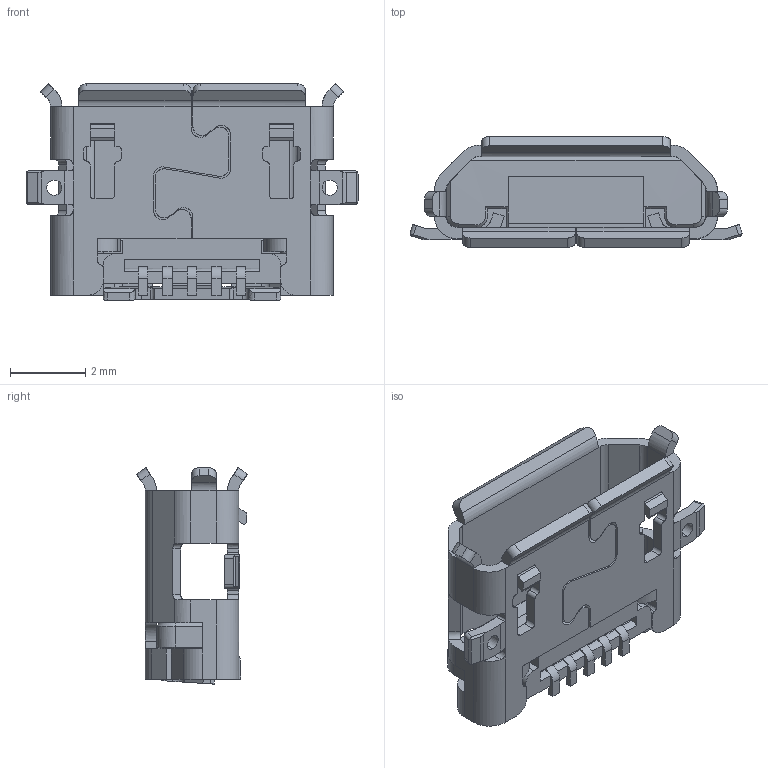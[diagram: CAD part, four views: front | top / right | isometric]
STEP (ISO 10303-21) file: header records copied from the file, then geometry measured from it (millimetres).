
FILE_DESCRIPTION(('OneSpaceDesigner STEP Export'),'2;1');
FILE_NAME('ZX62R-B-5P.stp','2008-01-29T21:57:02',(''),(''),'OneSpace Designer STEP processor for AP214 (Solid Model)','OneSpace Modeling 15.00A 14-Mar-2007 (C) CoCreate Software GmbH','');
FILE_SCHEMA(('AUTOMOTIVE_DESIGN { 1 0 10303 214 1 1 1 1 }'));
Length unit declared in the file: millimetre
Products named in the file (1): ZX62R-B-5P
Bounding box: 8.8 x 2.94 x 5.73 mm (x, y, z)
Volume: 38.9 mm3; surface area: 234.3 mm2
Topology: 1 solids, 1 shells, 467 faces, 1359 edges, 862 vertices
Faces by surface type: bspline 426, plane 25, cylinder 16
Entity records: 15471 total; most frequent: CARTESIAN_POINT 7217, ORIENTED_EDGE 2718, EDGE_CURVE 1359, B_SPLINE_CURVE_WITH_KNOTS 967, VERTEX_POINT 862, EDGE_LOOP 475, FACE_OUTER_BOUND 467, ADVANCED_FACE 467
